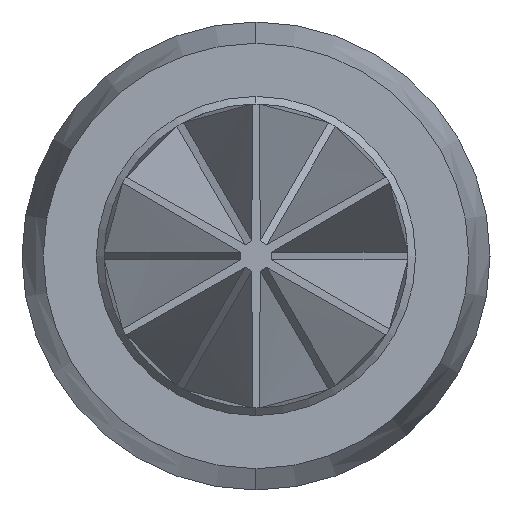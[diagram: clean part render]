
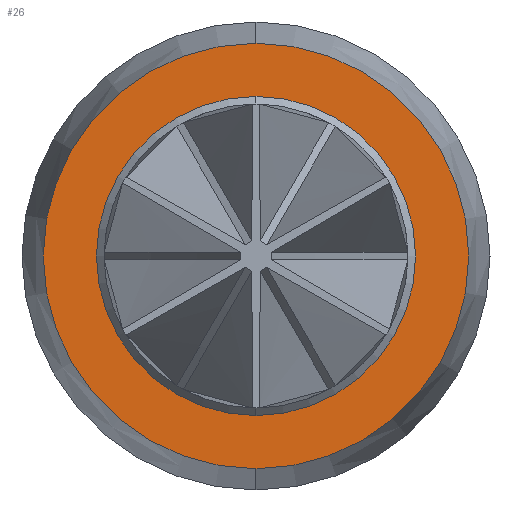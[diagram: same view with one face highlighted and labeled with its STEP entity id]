
A CAD part, left-side view. The second image highlights one B-rep face of the part: STEP entity #26.
In plain terms, the highlighted planar face has unit normal (-1, 0, 0).
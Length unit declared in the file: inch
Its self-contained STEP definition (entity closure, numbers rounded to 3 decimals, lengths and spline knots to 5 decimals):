
#26 = ADVANCED_FACE ( 'NONE', ( #691, #676 ), #766, .F. ) ;
#51 = DIRECTION ( 'NONE',  ( 0., 0., -1. ) ) ;
#52 = DIRECTION ( 'NONE',  ( -1., 0., 0. ) ) ;
#54 = CARTESIAN_POINT ( 'NONE',  ( 0.272, 0., 0. ) ) ;
#71 = DIRECTION ( 'NONE',  ( 0., 0., 1. ) ) ;
#72 = DIRECTION ( 'NONE',  ( -1., 0., 0. ) ) ;
#73 = CARTESIAN_POINT ( 'NONE',  ( 0.272, 0., 0. ) ) ;
#75 = DIRECTION ( 'NONE',  ( 0., 0., -1. ) ) ;
#77 = DIRECTION ( 'NONE',  ( -1., 0., 0. ) ) ;
#78 = CARTESIAN_POINT ( 'NONE',  ( 0.272, 0., 0. ) ) ;
#114 = DIRECTION ( 'NONE',  ( 0., 0., 1. ) ) ;
#120 = DIRECTION ( 'NONE',  ( -1., 0., 0. ) ) ;
#121 = CARTESIAN_POINT ( 'NONE',  ( 0.272, 0., 0. ) ) ;
#145 = CARTESIAN_POINT ( 'NONE',  ( 0.272, 0., 0.0105 ) ) ;
#146 = CARTESIAN_POINT ( 'NONE',  ( 0.272, 0., -0.0105 ) ) ;
#152 = CARTESIAN_POINT ( 'NONE',  ( 0.272, 0., 0.014 ) ) ;
#162 = CARTESIAN_POINT ( 'NONE',  ( 0.272, 0., -0.014 ) ) ;
#252 = ORIENTED_EDGE ( 'NONE', *, *, #1044, .T. ) ;
#260 = ORIENTED_EDGE ( 'NONE', *, *, #1048, .F. ) ;
#261 = ORIENTED_EDGE ( 'NONE', *, *, #1034, .T. ) ;
#295 = ORIENTED_EDGE ( 'NONE', *, *, #1043, .F. ) ;
#329 = EDGE_LOOP ( 'NONE', ( #295, #260 ) ) ;
#396 = EDGE_LOOP ( 'NONE', ( #261, #252 ) ) ;
#592 = VERTEX_POINT ( 'NONE', #162 ) ;
#606 = CIRCLE ( 'NONE', #998, 0.0105 ) ;
#611 = CIRCLE ( 'NONE', #1018, 0.014 ) ;
#612 = CIRCLE ( 'NONE', #1019, 0.0105 ) ;
#625 = CIRCLE ( 'NONE', #1022, 0.014 ) ;
#676 = FACE_OUTER_BOUND ( 'NONE', #396, .T. ) ;
#691 = FACE_BOUND ( 'NONE', #329, .T. ) ;
#728 = VERTEX_POINT ( 'NONE', #152 ) ;
#735 = VERTEX_POINT ( 'NONE', #146 ) ;
#736 = VERTEX_POINT ( 'NONE', #145 ) ;
#766 = PLANE ( 'NONE',  #1105 ) ;
#781 = DIRECTION ( 'NONE',  ( 1., 0., 0. ) ) ;
#849 = DIRECTION ( 'NONE',  ( 0., 0., -1. ) ) ;
#852 = CARTESIAN_POINT ( 'NONE',  ( 0.272, 0.014, 0. ) ) ;
#998 = AXIS2_PLACEMENT_3D ( 'NONE', #54, #52, #51 ) ;
#1018 = AXIS2_PLACEMENT_3D ( 'NONE', #73, #72, #71 ) ;
#1019 = AXIS2_PLACEMENT_3D ( 'NONE', #78, #77, #75 ) ;
#1022 = AXIS2_PLACEMENT_3D ( 'NONE', #121, #120, #114 ) ;
#1034 = EDGE_CURVE ( 'NONE', #728, #592, #625, .T. ) ;
#1043 = EDGE_CURVE ( 'NONE', #735, #736, #612, .T. ) ;
#1044 = EDGE_CURVE ( 'NONE', #592, #728, #611, .T. ) ;
#1048 = EDGE_CURVE ( 'NONE', #736, #735, #606, .T. ) ;
#1105 = AXIS2_PLACEMENT_3D ( 'NONE', #852, #781, #849 ) ;
